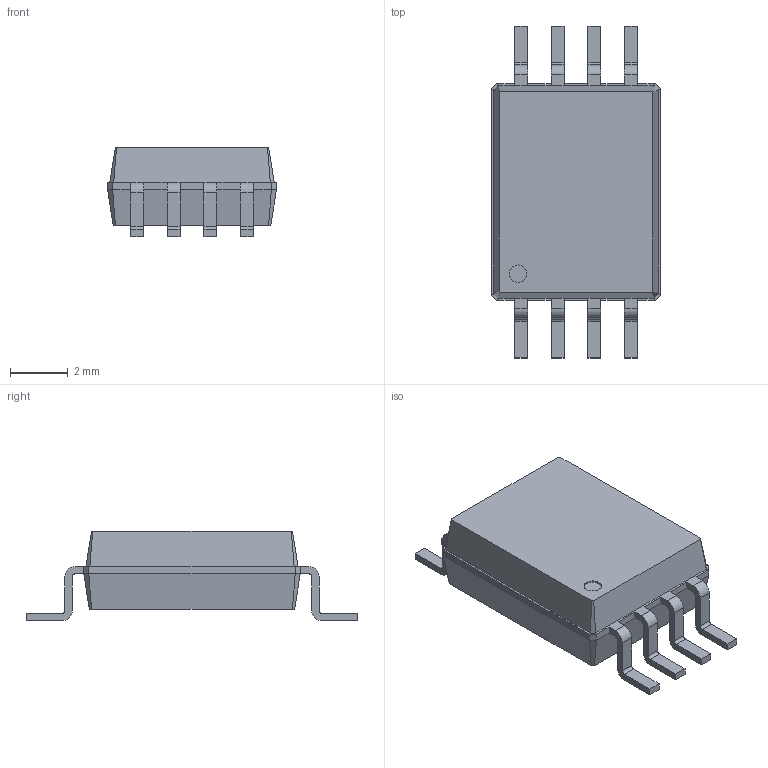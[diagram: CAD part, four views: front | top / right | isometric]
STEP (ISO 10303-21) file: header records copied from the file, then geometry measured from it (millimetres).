
FILE_DESCRIPTION(('FreeCAD Model'),'2;1');
FILE_NAME('soic_8_75x58_p127.step', '2016-12-21T20:44:27',('Author'),(''), 'Open CASCADE STEP processor 6.8','FreeCAD','Unknown');
FILE_SCHEMA(('AUTOMOTIVE_DESIGN_CC2 { 1 2 10303 214 -1 1 5 4 }'));
Length unit declared in the file: millimetre
Products named in the file (2): ASSEMBLY; soic_8_75x58_p127
Assembly tree (1 placements, depth 2):
  ASSEMBLY
    soic_8_75x58_p127
Bounding box: 5.85 x 11.5 x 3.1 mm (x, y, z)
Volume: 112.9 mm3; surface area: 185.8 mm2
Topology: 1 solids, 1 shells, 156 faces, 403 edges, 250 vertices
Faces by surface type: plane 91, cylinder 33, bspline 32
Full cylindrical faces by diameter (mm): 0.6 x1
Entity records: 11011 total; most frequent: CARTESIAN_POINT 2039, DIRECTION 1382, LINE 965, VECTOR 965, ORIENTED_EDGE 806, PCURVE 806, DEFINITIONAL_REPRESENTATION 806, EDGE_CURVE 403
